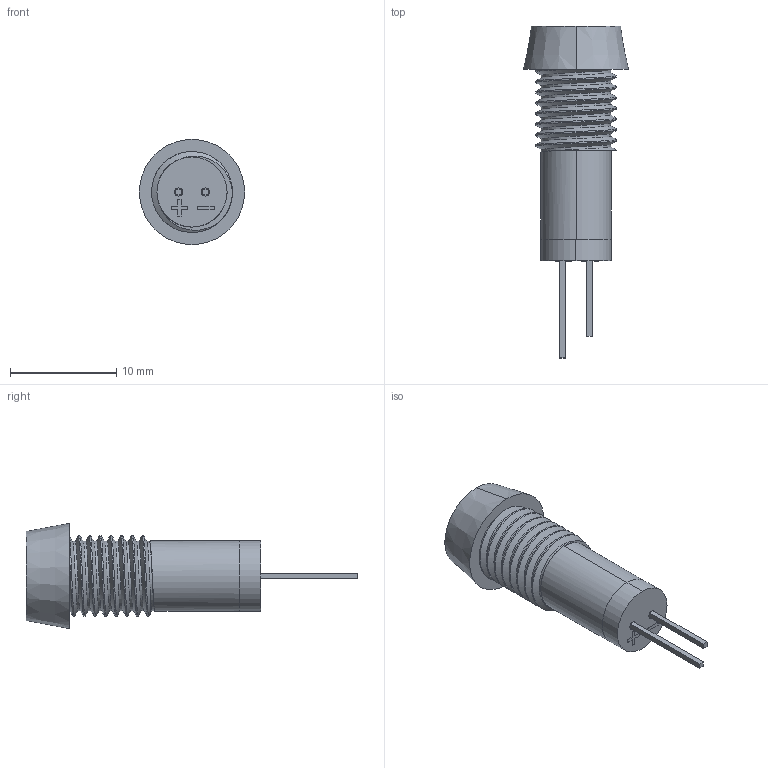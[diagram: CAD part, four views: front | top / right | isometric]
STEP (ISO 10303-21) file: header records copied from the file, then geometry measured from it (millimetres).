
FILE_DESCRIPTION (( 'STEP AP214' ), '1' );
FILE_NAME ('PMRL200_Series.STEP', '2019-04-30T17:28:16', ( 'user' ), ( 'Microsoft' ), 'SwSTEP 2.0', 'SolidWorks 2018', '' );
FILE_SCHEMA (( 'AUTOMOTIVE_DESIGN' ));
Length unit declared in the file: inch
Products named in the file (4): PMRL200 BASE; 200-KRG; PMRL200; PMRL200_Series
Assembly tree (3 placements, depth 2):
  PMRL200_Series
    PMRL200
    200-KRG
    PMRL200 BASE
Bounding box: 9.91 x 31.25 x 9.91 mm (x, y, z)
Volume: 381.7 mm3; surface area: 1634.5 mm2
Topology: 2 solids, 4 shells, 140 faces, 381 edges, 253 vertices
Faces by surface type: plane 85, cylinder 39, cone 9, sphere 4, bspline 3
Entity records: 6675 total; most frequent: CARTESIAN_POINT 2543, ORIENTED_EDGE 750, DIRECTION 688, EDGE_CURVE 377, VERTEX_POINT 253, VECTOR 252, LINE 252, AXIS2_PLACEMENT_3D 218
